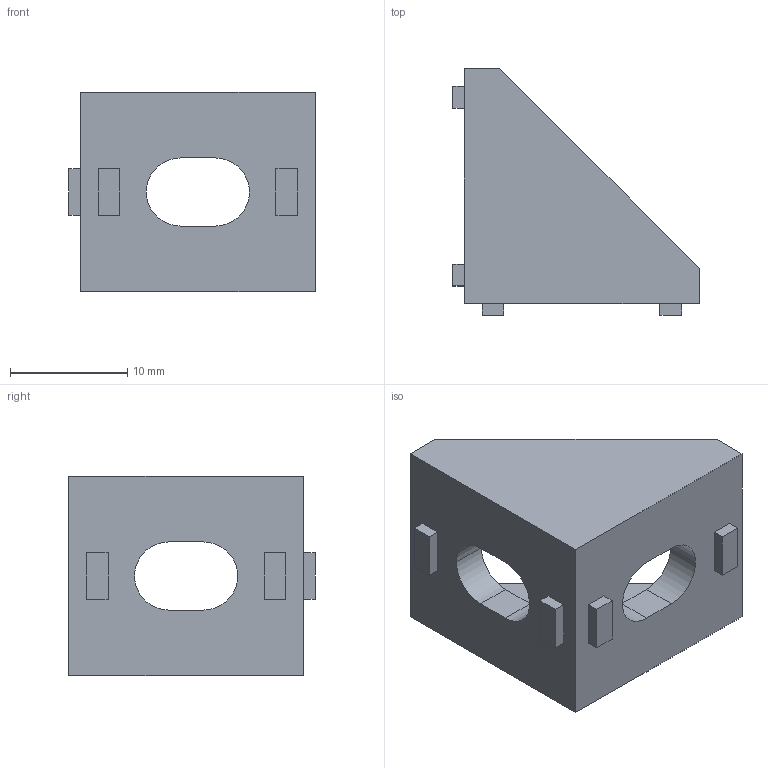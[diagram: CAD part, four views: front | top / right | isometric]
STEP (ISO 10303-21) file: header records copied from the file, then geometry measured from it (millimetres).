
FILE_DESCRIPTION (( 'STEP AP203' ), '1' );
FILE_NAME ('Cast Corner Bracket.step', '2015-07-29T19:35:54', ( '' ), ( '' ), 'SwSTEP 2.0', 'SolidWorks 2014', '' );
FILE_SCHEMA (( 'CONFIG_CONTROL_DESIGN' ));
Length unit declared in the file: millimetre
Products named in the file (1): Cast Corner Bracket
Bounding box: 21 x 21 x 17 mm (x, y, z)
Volume: 2231.7 mm3; surface area: 2137 mm2
Topology: 1 solids, 1 shells, 42 faces, 104 edges, 68 vertices
Faces by surface type: plane 36, cylinder 6
Entity records: 1313 total; most frequent: CARTESIAN_POINT 215, ORIENTED_EDGE 208, DIRECTION 202, EDGE_CURVE 104, LINE 92, VECTOR 92, VERTEX_POINT 68, AXIS2_PLACEMENT_3D 55
